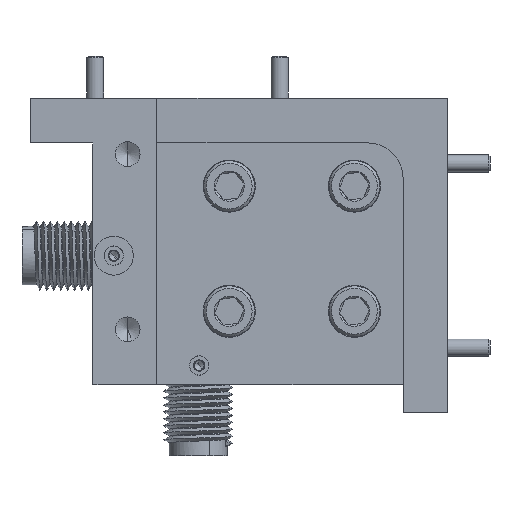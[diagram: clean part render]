
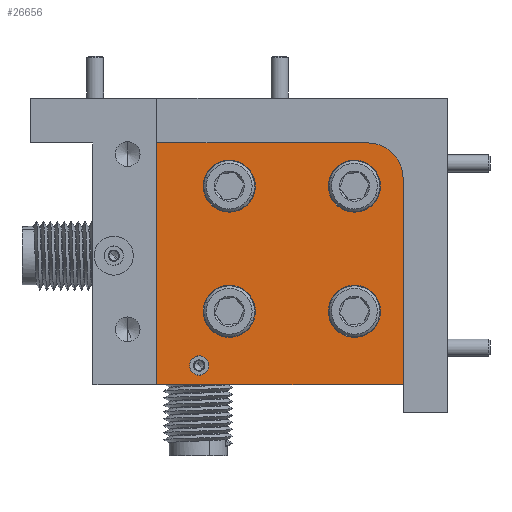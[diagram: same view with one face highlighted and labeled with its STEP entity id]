
A CAD part, front view. The second image highlights one B-rep face of the part: STEP entity #26656.
In plain terms, the highlighted planar face has unit normal (0, -1, 0).
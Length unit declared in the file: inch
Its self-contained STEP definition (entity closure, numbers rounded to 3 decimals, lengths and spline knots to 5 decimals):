
#321 = CIRCLE ( 'NONE', #14692, 0.09375 ) ;
#845 = DIRECTION ( 'NONE',  ( 0., 0., -1. ) ) ;
#899 = ORIENTED_EDGE ( 'NONE', *, *, #11120, .F. ) ;
#1169 = CARTESIAN_POINT ( 'NONE',  ( -2.72333, -0.06243, -0.27636 ) ) ;
#1358 = AXIS2_PLACEMENT_3D ( 'NONE', #20769, #15827, #6066 ) ;
#1540 = DIRECTION ( 'NONE',  ( 0., 0., 1. ) ) ;
#1811 = AXIS2_PLACEMENT_3D ( 'NONE', #8091, #15631, #10522 ) ;
#2278 = EDGE_CURVE ( 'NONE', #26702, #3017, #28245, .T. ) ;
#2335 = EDGE_CURVE ( 'NONE', #25205, #25931, #21588, .T. ) ;
#2413 = ORIENTED_EDGE ( 'NONE', *, *, #2335, .F. ) ;
#2455 = DIRECTION ( 'NONE',  ( 0., 0., 1. ) ) ;
#2482 = VERTEX_POINT ( 'NONE', #23405 ) ;
#2834 = AXIS2_PLACEMENT_3D ( 'NONE', #26476, #6760, #29122 ) ;
#2926 = AXIS2_PLACEMENT_3D ( 'NONE', #17688, #20001, #10054 ) ;
#3017 = VERTEX_POINT ( 'NONE', #11524 ) ;
#3050 = CARTESIAN_POINT ( 'NONE',  ( -3.17333, -0.06243, 0.17364 ) ) ;
#3370 = VECTOR ( 'NONE', #845, 39.37008 ) ;
#3463 = EDGE_CURVE ( 'NONE', #7048, #5492, #11699, .T. ) ;
#3501 = LINE ( 'NONE', #17768, #30985 ) ;
#4008 = EDGE_LOOP ( 'NONE', ( #6450, #899 ) ) ;
#4054 = CARTESIAN_POINT ( 'NONE',  ( -2.67333, -0.06243, 0.20364 ) ) ;
#4476 = FACE_BOUND ( 'NONE', #25189, .T. ) ;
#4763 = CARTESIAN_POINT ( 'NONE',  ( -2.72333, -0.06243, 0.17364 ) ) ;
#5492 = VERTEX_POINT ( 'NONE', #7822 ) ;
#6066 = DIRECTION ( 'NONE',  ( 0., 0., 1. ) ) ;
#6101 = CARTESIAN_POINT ( 'NONE',  ( -2.72333, -0.06243, -0.18261 ) ) ;
#6450 = ORIENTED_EDGE ( 'NONE', *, *, #32410, .F. ) ;
#6760 = DIRECTION ( 'NONE',  ( 0., -1., 0. ) ) ;
#6946 = CARTESIAN_POINT ( 'NONE',  ( -3.28133, -0.06243, -0.50636 ) ) ;
#6980 = ORIENTED_EDGE ( 'NONE', *, *, #10136, .T. ) ;
#6994 = CIRCLE ( 'NONE', #30522, 0.09375 ) ;
#7048 = VERTEX_POINT ( 'NONE', #14668 ) ;
#7374 = EDGE_CURVE ( 'NONE', #3017, #26702, #12348, .T. ) ;
#7392 = CARTESIAN_POINT ( 'NONE',  ( -3.43333, -0.06243, -0.54136 ) ) ;
#7716 = DIRECTION ( 'NONE',  ( 1., 0., 0. ) ) ;
#7822 = CARTESIAN_POINT ( 'NONE',  ( -2.67333, -0.06243, 0.32864 ) ) ;
#7944 = ORIENTED_EDGE ( 'NONE', *, *, #24328, .F. ) ;
#8091 = CARTESIAN_POINT ( 'NONE',  ( -3.28133, -0.06243, -0.47136 ) ) ;
#8590 = CARTESIAN_POINT ( 'NONE',  ( -3.43333, -0.06243, 0.32864 ) ) ;
#8832 = ORIENTED_EDGE ( 'NONE', *, *, #27870, .F. ) ;
#8916 = ORIENTED_EDGE ( 'NONE', *, *, #15337, .T. ) ;
#8972 = PLANE ( 'NONE',  #2834 ) ;
#9077 = DIRECTION ( 'NONE',  ( 0., -1., 0. ) ) ;
#9167 = ORIENTED_EDGE ( 'NONE', *, *, #15101, .F. ) ;
#9534 = ORIENTED_EDGE ( 'NONE', *, *, #3463, .T. ) ;
#10053 = CARTESIAN_POINT ( 'NONE',  ( -3.17333, -0.06243, -0.27636 ) ) ;
#10054 = DIRECTION ( 'NONE',  ( 0., 0., 1. ) ) ;
#10112 = CIRCLE ( 'NONE', #10401, 0.09375 ) ;
#10136 = EDGE_CURVE ( 'NONE', #2482, #7048, #3501, .T. ) ;
#10189 = AXIS2_PLACEMENT_3D ( 'NONE', #4763, #19383, #11721 ) ;
#10401 = AXIS2_PLACEMENT_3D ( 'NONE', #20355, #25309, #2455 ) ;
#10522 = DIRECTION ( 'NONE',  ( 0., 0., 1. ) ) ;
#10544 = ORIENTED_EDGE ( 'NONE', *, *, #11608, .F. ) ;
#11120 = EDGE_CURVE ( 'NONE', #29453, #20934, #321, .T. ) ;
#11160 = CARTESIAN_POINT ( 'NONE',  ( -3.28133, -0.06243, -0.43636 ) ) ;
#11524 = CARTESIAN_POINT ( 'NONE',  ( -2.72333, -0.06243, 0.26739 ) ) ;
#11608 = EDGE_CURVE ( 'NONE', #25727, #14637, #17996, .T. ) ;
#11699 = CIRCLE ( 'NONE', #16795, 0.125 ) ;
#11721 = DIRECTION ( 'NONE',  ( 0., 0., 1. ) ) ;
#12348 = CIRCLE ( 'NONE', #10189, 0.09375 ) ;
#12787 = DIRECTION ( 'NONE',  ( 0., -1., 0. ) ) ;
#13655 = AXIS2_PLACEMENT_3D ( 'NONE', #13970, #9077, #1540 ) ;
#13891 = CARTESIAN_POINT ( 'NONE',  ( -3.17333, -0.06243, 0.07989 ) ) ;
#13970 = CARTESIAN_POINT ( 'NONE',  ( -2.72333, -0.06243, 0.17364 ) ) ;
#14250 = EDGE_LOOP ( 'NONE', ( #18094, #27986 ) ) ;
#14637 = VERTEX_POINT ( 'NONE', #6101 ) ;
#14668 = CARTESIAN_POINT ( 'NONE',  ( -2.54833, -0.06243, 0.20364 ) ) ;
#14692 = AXIS2_PLACEMENT_3D ( 'NONE', #3050, #12787, #25385 ) ;
#15077 = DIRECTION ( 'NONE',  ( 0., 0., 1. ) ) ;
#15101 = EDGE_CURVE ( 'NONE', #20752, #17224, #6994, .T. ) ;
#15337 = EDGE_CURVE ( 'NONE', #30509, #26875, #17549, .T. ) ;
#15358 = DIRECTION ( 'NONE',  ( 0., 0., 1. ) ) ;
#15375 = CARTESIAN_POINT ( 'NONE',  ( -2.72333, -0.06243, -0.27636 ) ) ;
#15470 = FACE_BOUND ( 'NONE', #4008, .T. ) ;
#15631 = DIRECTION ( 'NONE',  ( 0., -1., 0. ) ) ;
#15827 = DIRECTION ( 'NONE',  ( 0., -1., 0. ) ) ;
#16268 = DIRECTION ( 'NONE',  ( 0., -1., 0. ) ) ;
#16784 = EDGE_CURVE ( 'NONE', #26875, #2482, #27297, .T. ) ;
#16795 = AXIS2_PLACEMENT_3D ( 'NONE', #4054, #21295, #28854 ) ;
#17224 = VERTEX_POINT ( 'NONE', #27409 ) ;
#17549 = LINE ( 'NONE', #26190, #3370 ) ;
#17688 = CARTESIAN_POINT ( 'NONE',  ( -3.28133, -0.06243, -0.47136 ) ) ;
#17768 = CARTESIAN_POINT ( 'NONE',  ( -2.54833, -0.06243, -0.54136 ) ) ;
#17996 = CIRCLE ( 'NONE', #29636, 0.09375 ) ;
#18094 = ORIENTED_EDGE ( 'NONE', *, *, #7374, .F. ) ;
#18222 = DIRECTION ( 'NONE',  ( 0., -1., 0. ) ) ;
#18505 = EDGE_LOOP ( 'NONE', ( #6980, #9534, #23975, #8916, #23224 ) ) ;
#18673 = CARTESIAN_POINT ( 'NONE',  ( -3.43333, -0.06243, -0.54136 ) ) ;
#18794 = CARTESIAN_POINT ( 'NONE',  ( -3.17333, -0.06243, 0.26739 ) ) ;
#19383 = DIRECTION ( 'NONE',  ( 0., -1., 0. ) ) ;
#19718 = CIRCLE ( 'NONE', #20549, 0.09375 ) ;
#19808 = CARTESIAN_POINT ( 'NONE',  ( -2.72333, -0.06243, 0.07989 ) ) ;
#19942 = EDGE_CURVE ( 'NONE', #25931, #25205, #25208, .T. ) ;
#20001 = DIRECTION ( 'NONE',  ( 0., -1., 0. ) ) ;
#20145 = CARTESIAN_POINT ( 'NONE',  ( -3.17333, -0.06243, -0.18261 ) ) ;
#20192 = LINE ( 'NONE', #30790, #24853 ) ;
#20355 = CARTESIAN_POINT ( 'NONE',  ( -3.17333, -0.06243, -0.27636 ) ) ;
#20394 = DIRECTION ( 'NONE',  ( -1., 0., 0. ) ) ;
#20549 = AXIS2_PLACEMENT_3D ( 'NONE', #1169, #16268, #20992 ) ;
#20752 = VERTEX_POINT ( 'NONE', #20145 ) ;
#20769 = CARTESIAN_POINT ( 'NONE',  ( -3.17333, -0.06243, 0.17364 ) ) ;
#20934 = VERTEX_POINT ( 'NONE', #18794 ) ;
#20974 = FACE_BOUND ( 'NONE', #32231, .T. ) ;
#20992 = DIRECTION ( 'NONE',  ( 0., 0., 1. ) ) ;
#21295 = DIRECTION ( 'NONE',  ( 0., -1., 0. ) ) ;
#21588 = CIRCLE ( 'NONE', #2926, 0.035 ) ;
#22578 = FACE_BOUND ( 'NONE', #14250, .T. ) ;
#23224 = ORIENTED_EDGE ( 'NONE', *, *, #16784, .T. ) ;
#23352 = FACE_OUTER_BOUND ( 'NONE', #18505, .T. ) ;
#23405 = CARTESIAN_POINT ( 'NONE',  ( -2.54833, -0.06243, -0.54136 ) ) ;
#23975 = ORIENTED_EDGE ( 'NONE', *, *, #30916, .T. ) ;
#24328 = EDGE_CURVE ( 'NONE', #17224, #20752, #10112, .T. ) ;
#24853 = VECTOR ( 'NONE', #20394, 39.37008 ) ;
#24906 = CIRCLE ( 'NONE', #1358, 0.09375 ) ;
#25189 = EDGE_LOOP ( 'NONE', ( #9167, #7944 ) ) ;
#25205 = VERTEX_POINT ( 'NONE', #11160 ) ;
#25208 = CIRCLE ( 'NONE', #1811, 0.035 ) ;
#25309 = DIRECTION ( 'NONE',  ( 0., -1., 0. ) ) ;
#25385 = DIRECTION ( 'NONE',  ( 0., 0., 1. ) ) ;
#25707 = CARTESIAN_POINT ( 'NONE',  ( -2.72333, -0.06243, -0.37011 ) ) ;
#25727 = VERTEX_POINT ( 'NONE', #25707 ) ;
#25931 = VERTEX_POINT ( 'NONE', #6946 ) ;
#26190 = CARTESIAN_POINT ( 'NONE',  ( -3.43333, -0.06243, 0.32864 ) ) ;
#26476 = CARTESIAN_POINT ( 'NONE',  ( -2.91083, -0.06243, -0.07636 ) ) ;
#26656 = ADVANCED_FACE ( 'NONE', ( #22578, #15470, #4476, #27631, #20974, #23352 ), #8972, .T. ) ;
#26702 = VERTEX_POINT ( 'NONE', #19808 ) ;
#26875 = VERTEX_POINT ( 'NONE', #18673 ) ;
#27297 = LINE ( 'NONE', #7392, #30046 ) ;
#27409 = CARTESIAN_POINT ( 'NONE',  ( -3.17333, -0.06243, -0.37011 ) ) ;
#27631 = FACE_BOUND ( 'NONE', #28443, .T. ) ;
#27870 = EDGE_CURVE ( 'NONE', #14637, #25727, #19718, .T. ) ;
#27986 = ORIENTED_EDGE ( 'NONE', *, *, #2278, .F. ) ;
#28071 = DIRECTION ( 'NONE',  ( 0., 0., 1. ) ) ;
#28245 = CIRCLE ( 'NONE', #13655, 0.09375 ) ;
#28443 = EDGE_LOOP ( 'NONE', ( #8832, #10544 ) ) ;
#28854 = DIRECTION ( 'NONE',  ( 0., 0., 1. ) ) ;
#29122 = DIRECTION ( 'NONE',  ( 0., 0., 1. ) ) ;
#29453 = VERTEX_POINT ( 'NONE', #13891 ) ;
#29636 = AXIS2_PLACEMENT_3D ( 'NONE', #15375, #18222, #28071 ) ;
#30046 = VECTOR ( 'NONE', #7716, 39.37008 ) ;
#30085 = DIRECTION ( 'NONE',  ( 0., -1., 0. ) ) ;
#30509 = VERTEX_POINT ( 'NONE', #8590 ) ;
#30522 = AXIS2_PLACEMENT_3D ( 'NONE', #10053, #30085, #15077 ) ;
#30790 = CARTESIAN_POINT ( 'NONE',  ( -2.54833, -0.06243, 0.32864 ) ) ;
#30916 = EDGE_CURVE ( 'NONE', #5492, #30509, #20192, .T. ) ;
#30985 = VECTOR ( 'NONE', #15358, 39.37008 ) ;
#31887 = ORIENTED_EDGE ( 'NONE', *, *, #19942, .F. ) ;
#32231 = EDGE_LOOP ( 'NONE', ( #2413, #31887 ) ) ;
#32410 = EDGE_CURVE ( 'NONE', #20934, #29453, #24906, .T. ) ;
